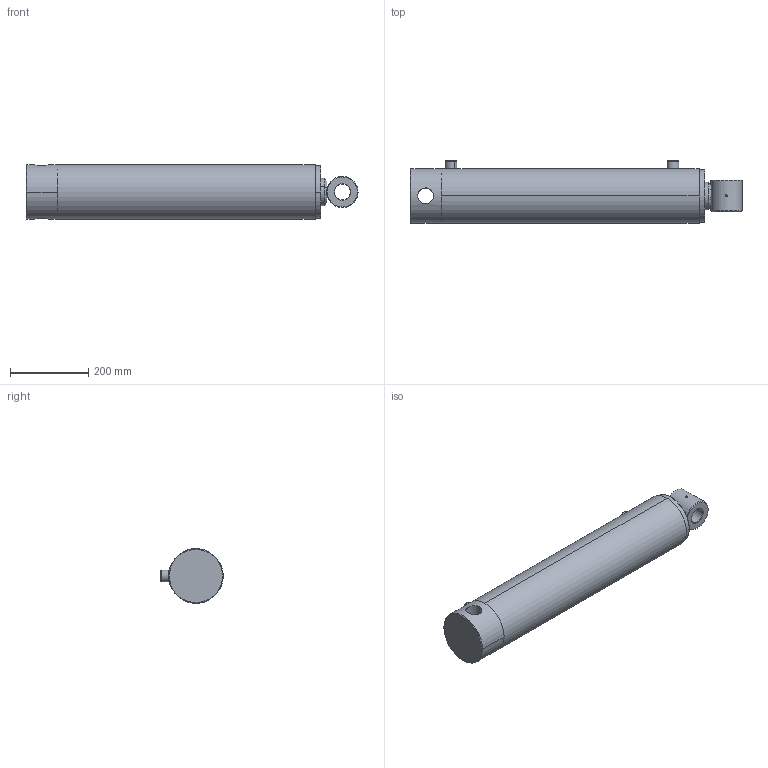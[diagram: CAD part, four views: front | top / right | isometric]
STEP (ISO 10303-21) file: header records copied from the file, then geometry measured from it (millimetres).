
FILE_DESCRIPTION (( 'STEP AP203' ), '1' );
FILE_NAME ('707-5.STEP', '2014-10-31T12:23:41', ( '' ), ( '' ), 'SwSTEP 2.0', 'SolidWorks 2014', '' );
FILE_SCHEMA (( 'CONFIG_CONTROL_DESIGN' ));
Length unit declared in the file: millimetre
Products named in the file (9): ET707; 707-5; Rohr^707-5; Stange^707-5; AL12; Führung^707-5; P707NM^707-5; Kontermutter^707-5; Boden^707-5
Assembly tree (9 placements, depth 2):
  707-5
    Rohr^707-5
    Stange^707-5
    AL12  x2
    Führung^707-5
    P707NM^707-5
    Kontermutter^707-5
    Boden^707-5
    ET707
Bounding box: 850 x 160 x 140 mm (x, y, z)
Volume: 7906082.3 mm3; surface area: 966345.8 mm2
Topology: 9 solids, 9 shells, 119 faces, 252 edges, 154 vertices
Faces by surface type: cylinder 52, cone 40, plane 25, torus 2
Entity records: 4631 total; most frequent: CARTESIAN_POINT 1291, DIRECTION 542, ORIENTED_EDGE 448, AXIS2_PLACEMENT_3D 227, EDGE_CURVE 224, VERTEX_POINT 138, EDGE_LOOP 130, CIRCLE 110
